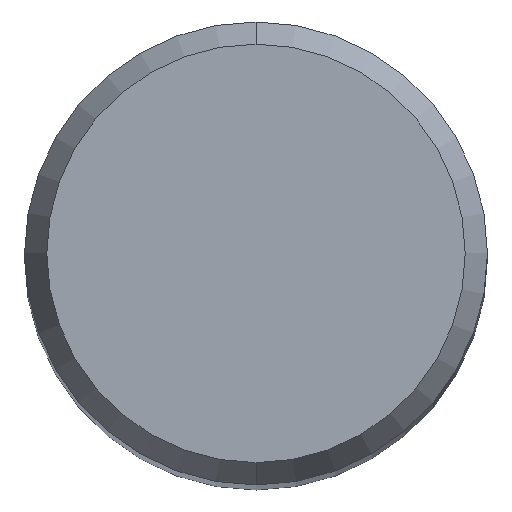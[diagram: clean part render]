
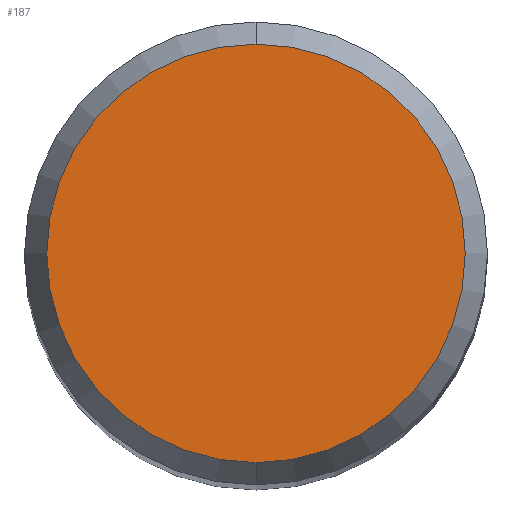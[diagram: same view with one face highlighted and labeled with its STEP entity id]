
A CAD part, top view. The second image highlights one B-rep face of the part: STEP entity #187.
In plain terms, the highlighted planar face has unit normal (0, 0, 1).
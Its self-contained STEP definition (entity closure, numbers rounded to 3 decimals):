
#129=VERTEX_POINT('',#284);
#175=EDGE_CURVE('',#129,#221,#334,.T.);
#187=ADVANCED_FACE('',(#347),#348,.T.);
#219=EDGE_CURVE('',#221,#129,#385,.T.);
#221=VERTEX_POINT('',#387);
#284=CARTESIAN_POINT('',(0.0,2.158,0.));
#334=CIRCLE('',#526,2.158);
#347=FACE_OUTER_BOUND('',#541,.T.);
#348=PLANE('',#542);
#385=CIRCLE('',#585,2.158);
#387=CARTESIAN_POINT('',(0.,-2.158,0.));
#526=AXIS2_PLACEMENT_3D('',#697,#698,#699);
#541=EDGE_LOOP('',(#713,#714));
#542=AXIS2_PLACEMENT_3D('',#715,#716,#717);
#585=AXIS2_PLACEMENT_3D('',#768,#769,#770);
#697=CARTESIAN_POINT('',(0.0,0.0,0.));
#698=DIRECTION('',(0.0,0.0,-1.0));
#699=DIRECTION('',(0.0,1.0,0.0));
#713=ORIENTED_EDGE('',*,*,#175,.F.);
#714=ORIENTED_EDGE('',*,*,#219,.F.);
#715=CARTESIAN_POINT('',(0.0,1.079,0.));
#716=DIRECTION('',(-0.0,0.0,1.0));
#717=DIRECTION('',(0.0,-1.0,0.0));
#768=CARTESIAN_POINT('',(0.0,0.0,0.));
#769=DIRECTION('',(0.0,0.0,-1.0));
#770=DIRECTION('',(0.0,1.0,0.0));
